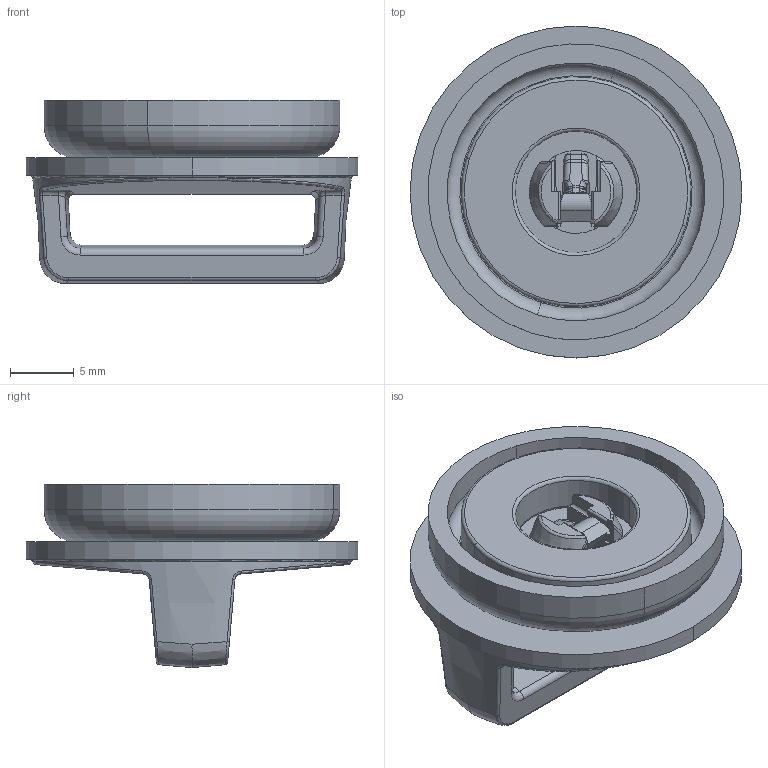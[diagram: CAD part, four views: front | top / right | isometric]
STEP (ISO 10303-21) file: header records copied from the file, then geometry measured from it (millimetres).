
FILE_DESCRIPTION (( 'STEP AP203' ), '1' );
FILE_NAME ('62452.STEP', '2022-11-16T21:48:44', ( '' ), ( '' ), 'SwSTEP 2.0', 'SolidWorks 2021', '' );
FILE_SCHEMA (( 'CONFIG_CONTROL_DESIGN' ));
Length unit declared in the file: millimetre
Products named in the file (7): 62457; 82004B; 62457 GLock_installed; 62457_installed; 62452; 82004B CUP; 82004 MAGNET
Assembly tree (6 placements, depth 3):
  62452
    62457
      62457_installed
      62457 GLock_installed
    82004B
      82004B CUP
      82004 MAGNET
Bounding box: 26 x 26 x 14.35 mm (x, y, z)
Volume: 3128 mm3; surface area: 3725.2 mm2
Topology: 4 solids, 4 shells, 243 faces, 600 edges, 362 vertices
Faces by surface type: plane 90, cylinder 66, bspline 46, torus 25, sphere 10, cone 6
Entity records: 8887 total; most frequent: CARTESIAN_POINT 2829, ORIENTED_EDGE 1200, DIRECTION 1037, EDGE_CURVE 600, AXIS2_PLACEMENT_3D 388, VERTEX_POINT 362, LINE 261, VECTOR 261
